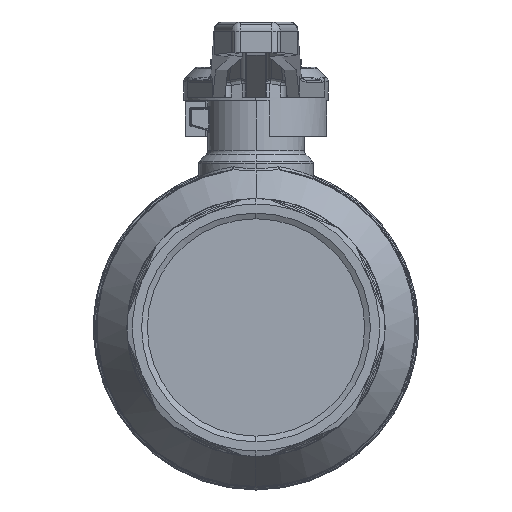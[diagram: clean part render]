
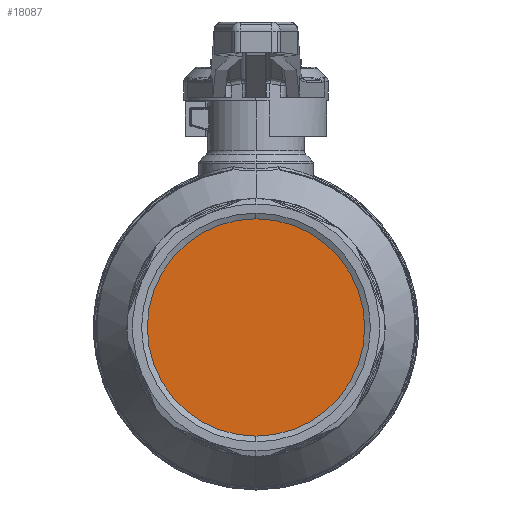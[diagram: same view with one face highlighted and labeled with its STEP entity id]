
A CAD part, left-side view. The second image highlights one B-rep face of the part: STEP entity #18087.
In plain terms, the highlighted planar face has unit normal (-1, 0, 0).
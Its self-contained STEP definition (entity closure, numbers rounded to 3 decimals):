
#4925=CARTESIAN_POINT('',(-46.,0.,36.113));
#4926=VERTEX_POINT('',#4925);
#4934=CARTESIAN_POINT('',(-46.,-0.,-36.113));
#4935=VERTEX_POINT('',#4934);
#4942=CARTESIAN_POINT('',(-46.,-0.,-0.));
#4943=DIRECTION('',(-1.,-0.,-0.));
#4944=DIRECTION('',(-0.,0.,1.));
#4945=AXIS2_PLACEMENT_3D('',#4942,#4943,#4944);
#4946=CIRCLE('',#4945,36.113);
#4947=EDGE_CURVE('',#4926,#4935,#4946,.T.);
#18060=CARTESIAN_POINT('',(-46.,-0.,-0.));
#18061=DIRECTION('',(-1.,-0.,-0.));
#18062=DIRECTION('',(-0.,0.,1.));
#18063=AXIS2_PLACEMENT_3D('',#18060,#18061,#18062);
#18064=CIRCLE('',#18063,36.113);
#18065=EDGE_CURVE('',#4935,#4926,#18064,.T.);
#18078=CARTESIAN_POINT('',(-46.,0.,36.113));
#18079=DIRECTION('',(1.,0.,0.));
#18080=DIRECTION('',(-0.,0.,1.));
#18081=AXIS2_PLACEMENT_3D('',#18078,#18079,#18080);
#18082=PLANE('',#18081);
#18083=ORIENTED_EDGE('',*,*,#18065,.T.);
#18084=ORIENTED_EDGE('',*,*,#4947,.T.);
#18085=EDGE_LOOP('',(#18083,#18084));
#18086=FACE_BOUND('',#18085,.T.);
#18087=ADVANCED_FACE('',(#18086),#18082,.F.);
